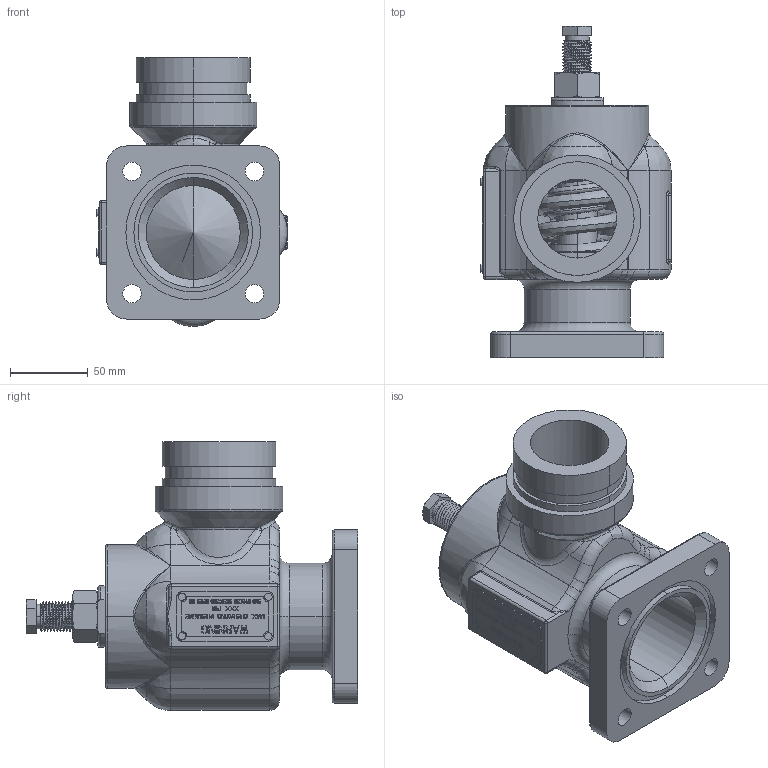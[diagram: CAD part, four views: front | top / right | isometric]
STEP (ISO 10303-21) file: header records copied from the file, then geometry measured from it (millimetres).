
FILE_DESCRIPTION((''),'2;1');
FILE_NAME('0059_2_5_VICT','2011-01-14T',('sobri'),(''),'PRO/ENGINEER BY PARAMETRIC TECHNOLOGY CORPORATION, 2008010','PRO/ENGINEER BY PARAMETRIC TECHNOLOGY CORPORATION, 2008010','');
FILE_SCHEMA(('CONFIG_CONTROL_DESIGN'));
Products named in the file (1): 0059_2_5_VICT
Bounding box: 122.23 x 212.99 x 172.5 mm (x, y, z)
Volume: 800218.3 mm3; surface area: 213933.5 mm2
Topology: 1 solids, 1 shells, 2119 faces, 5747 edges, 3753 vertices
Faces by surface type: plane 1652, cylinder 224, bspline 97, torus 75, cone 63, sphere 8
Entity records: 99894 total; most frequent: CARTESIAN_POINT 47241, ORIENTED_EDGE 11482, DIRECTION 9879, EDGE_CURVE 5741, VECTOR 4773, LINE 4773, VERTEX_POINT 3753, AXIS2_PLACEMENT_3D 2553
